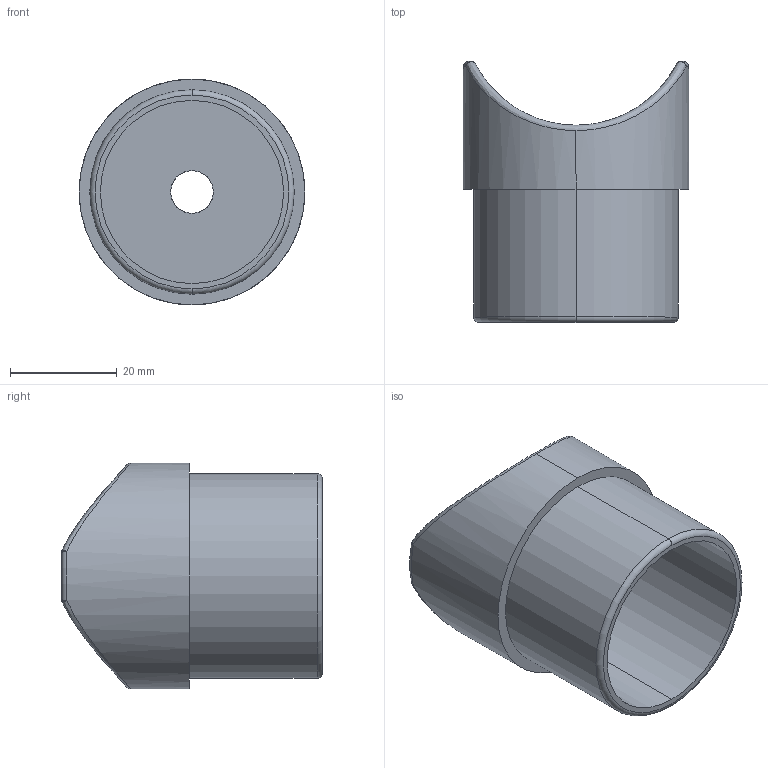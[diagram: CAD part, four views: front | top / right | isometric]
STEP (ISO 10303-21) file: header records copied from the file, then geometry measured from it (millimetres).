
FILE_DESCRIPTION (( 'STEP AP203' ), '1' );
FILE_NAME ('3D_GR1154_42.4x2_188701820.STEP', '2024-10-08T11:25:01', ( '' ), ( '' ), 'SwSTEP 2.0', 'SolidWorks 2024', '' );
FILE_SCHEMA (( 'CONFIG_CONTROL_DESIGN' ));
Length unit declared in the file: millimetre
Products named in the file (1): 3D_GR1154_42.4x2_188701820
Bounding box: 42.4 x 49 x 42.4 mm (x, y, z)
Volume: 21949 mm3; surface area: 11644 mm2
Topology: 1 solids, 1 shells, 28 faces, 56 edges, 32 vertices
Faces by surface type: cylinder 11, sphere 6, plane 5, torus 4, bspline 2
Entity records: 1347 total; most frequent: CARTESIAN_POINT 679, DIRECTION 138, ORIENTED_EDGE 112, AXIS2_PLACEMENT_3D 63, EDGE_CURVE 56, CIRCLE 36, EDGE_LOOP 32, VERTEX_POINT 32
